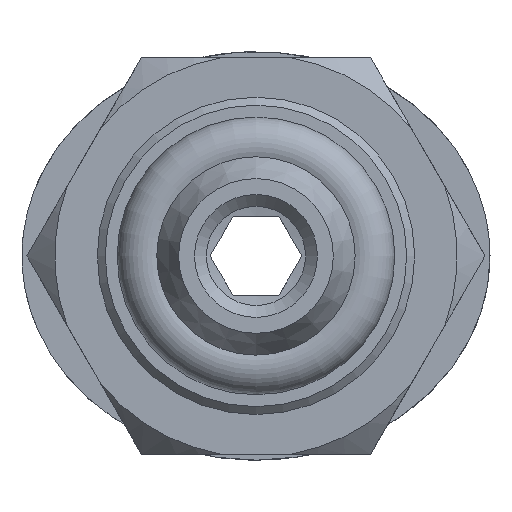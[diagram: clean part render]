
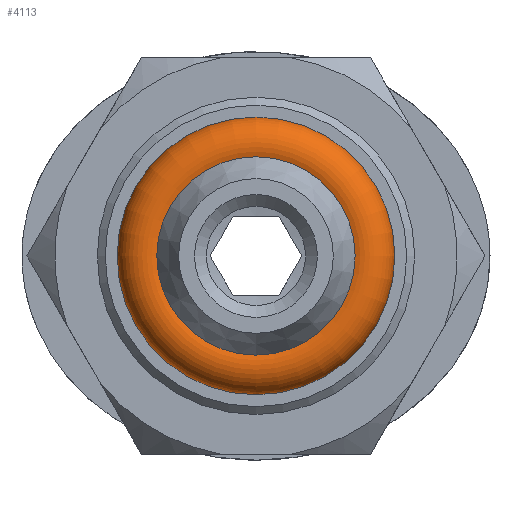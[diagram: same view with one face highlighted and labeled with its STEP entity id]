
A CAD part, front view. The second image highlights one B-rep face of the part: STEP entity #4113.
In plain terms, the highlighted toroidal (fillet/blend) face has major radius 2.775 mm and minor radius 0.725 mm.
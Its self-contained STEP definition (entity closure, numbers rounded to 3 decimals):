
#4047 = CYLINDRICAL_SURFACE('',#4048,2.05);
#4048 = AXIS2_PLACEMENT_3D('',#4049,#4050,#4051);
#4049 = CARTESIAN_POINT('',(0.,10.581,0.));
#4050 = DIRECTION('',(-0.,1.,-0.));
#4051 = DIRECTION('',(0.,0.,1.));
#4065 = VERTEX_POINT('',#4066);
#4066 = CARTESIAN_POINT('',(0.,-3.8,2.05));
#4086 = EDGE_CURVE('',#4065,#4065,#4087,.T.);
#4087 = SURFACE_CURVE('',#4088,(#4093,#4100),.PCURVE_S1.);
#4088 = CIRCLE('',#4089,2.05);
#4089 = AXIS2_PLACEMENT_3D('',#4090,#4091,#4092);
#4090 = CARTESIAN_POINT('',(0.,-3.8,0.));
#4091 = DIRECTION('',(-0.,1.,0.));
#4092 = DIRECTION('',(0.,0.,1.));
#4093 = PCURVE('',#4047,#4094);
#4094 = DEFINITIONAL_REPRESENTATION('',(#4095),#4099);
#4095 = LINE('',#4096,#4097);
#4096 = CARTESIAN_POINT('',(0.,-14.381));
#4097 = VECTOR('',#4098,1.);
#4098 = DIRECTION('',(1.,0.));
#4099 = ( GEOMETRIC_REPRESENTATION_CONTEXT(2) 
PARAMETRIC_REPRESENTATION_CONTEXT() REPRESENTATION_CONTEXT('2D SPACE',''
  ) );
#4100 = PCURVE('',#4101,#4106);
#4101 = TOROIDAL_SURFACE('',#4102,2.775,0.725);
#4102 = AXIS2_PLACEMENT_3D('',#4103,#4104,#4105);
#4103 = CARTESIAN_POINT('',(0.,-3.776,0.));
#4104 = DIRECTION('',(-0.,1.,-0.));
#4105 = DIRECTION('',(0.,0.,1.));
#4106 = DEFINITIONAL_REPRESENTATION('',(#4107),#4111);
#4107 = LINE('',#4108,#4109);
#4108 = CARTESIAN_POINT('',(0.,3.175));
#4109 = VECTOR('',#4110,1.);
#4110 = DIRECTION('',(1.,0.));
#4111 = ( GEOMETRIC_REPRESENTATION_CONTEXT(2) 
PARAMETRIC_REPRESENTATION_CONTEXT() REPRESENTATION_CONTEXT('2D SPACE',''
  ) );
#4113 = ADVANCED_FACE('',(#4114),#4101,.T.);
#4114 = FACE_BOUND('',#4115,.T.);
#4115 = EDGE_LOOP('',(#4116,#4117,#4146,#4177));
#4116 = ORIENTED_EDGE('',*,*,#4086,.T.);
#4117 = ORIENTED_EDGE('',*,*,#4118,.T.);
#4118 = EDGE_CURVE('',#4065,#4119,#4121,.T.);
#4119 = VERTEX_POINT('',#4120);
#4120 = CARTESIAN_POINT('',(0.,-3.8,3.5));
#4121 = SEAM_CURVE('',#4122,(#4132,#4139),.PCURVE_S1.);
#4122 = B_SPLINE_CURVE_WITH_KNOTS('',8,(#4123,#4124,#4125,#4126,#4127,
    #4128,#4129,#4130,#4131),.UNSPECIFIED.,.F.,.F.,(9,9),(3.175
    ,6.25),.PIECEWISE_BEZIER_KNOTS.);
#4123 = CARTESIAN_POINT('',(0.,-3.8,2.05));
#4124 = CARTESIAN_POINT('',(0.,-4.079,2.059));
#4125 = CARTESIAN_POINT('',(0.,-4.353,2.191));
#4126 = CARTESIAN_POINT('',(0.,-4.561,2.443));
#4127 = CARTESIAN_POINT('',(0.,-4.641,2.775));
#4128 = CARTESIAN_POINT('',(0.,-4.561,3.107));
#4129 = CARTESIAN_POINT('',(0.,-4.353,3.359));
#4130 = CARTESIAN_POINT('',(0.,-4.079,3.491));
#4131 = CARTESIAN_POINT('',(0.,-3.8,3.5));
#4132 = PCURVE('',#4101,#4133);
#4133 = DEFINITIONAL_REPRESENTATION('',(#4134),#4138);
#4134 = LINE('',#4135,#4136);
#4135 = CARTESIAN_POINT('',(6.283,0.));
#4136 = VECTOR('',#4137,1.);
#4137 = DIRECTION('',(0.,1.));
#4138 = ( GEOMETRIC_REPRESENTATION_CONTEXT(2) 
PARAMETRIC_REPRESENTATION_CONTEXT() REPRESENTATION_CONTEXT('2D SPACE',''
  ) );
#4139 = PCURVE('',#4101,#4140);
#4140 = DEFINITIONAL_REPRESENTATION('',(#4141),#4145);
#4141 = LINE('',#4142,#4143);
#4142 = CARTESIAN_POINT('',(0.,0.));
#4143 = VECTOR('',#4144,1.);
#4144 = DIRECTION('',(0.,1.));
#4145 = ( GEOMETRIC_REPRESENTATION_CONTEXT(2) 
PARAMETRIC_REPRESENTATION_CONTEXT() REPRESENTATION_CONTEXT('2D SPACE',''
  ) );
#4146 = ORIENTED_EDGE('',*,*,#4147,.F.);
#4147 = EDGE_CURVE('',#4119,#4119,#4148,.T.);
#4148 = SURFACE_CURVE('',#4149,(#4154,#4161),.PCURVE_S1.);
#4149 = CIRCLE('',#4150,3.5);
#4150 = AXIS2_PLACEMENT_3D('',#4151,#4152,#4153);
#4151 = CARTESIAN_POINT('',(0.,-3.8,0.));
#4152 = DIRECTION('',(-0.,1.,0.));
#4153 = DIRECTION('',(0.,0.,1.));
#4154 = PCURVE('',#4101,#4155);
#4155 = DEFINITIONAL_REPRESENTATION('',(#4156),#4160);
#4156 = LINE('',#4157,#4158);
#4157 = CARTESIAN_POINT('',(0.,6.25));
#4158 = VECTOR('',#4159,1.);
#4159 = DIRECTION('',(1.,0.));
#4160 = ( GEOMETRIC_REPRESENTATION_CONTEXT(2) 
PARAMETRIC_REPRESENTATION_CONTEXT() REPRESENTATION_CONTEXT('2D SPACE',''
  ) );
#4161 = PCURVE('',#4162,#4167);
#4162 = PLANE('',#4163);
#4163 = AXIS2_PLACEMENT_3D('',#4164,#4165,#4166);
#4164 = CARTESIAN_POINT('',(-3.8,-3.8,0.));
#4165 = DIRECTION('',(0.,-1.,0.));
#4166 = DIRECTION('',(0.,-0.,-1.));
#4167 = DEFINITIONAL_REPRESENTATION('',(#4168),#4176);
#4168 = ( BOUNDED_CURVE() B_SPLINE_CURVE(2,(#4169,#4170,#4171,#4172,
#4173,#4174,#4175),.UNSPECIFIED.,.T.,.F.) B_SPLINE_CURVE_WITH_KNOTS((1,2
    ,2,2,2,1),(-2.094,0.,2.094,4.189,
6.283,8.378),.UNSPECIFIED.) CURVE() 
GEOMETRIC_REPRESENTATION_ITEM() RATIONAL_B_SPLINE_CURVE((1.,0.5,1.,0.5,
1.,0.5,1.)) REPRESENTATION_ITEM('') );
#4169 = CARTESIAN_POINT('',(-3.5,3.8));
#4170 = CARTESIAN_POINT('',(-3.5,9.862));
#4171 = CARTESIAN_POINT('',(1.75,6.831));
#4172 = CARTESIAN_POINT('',(7.,3.8));
#4173 = CARTESIAN_POINT('',(1.75,0.769));
#4174 = CARTESIAN_POINT('',(-3.5,-2.262));
#4175 = CARTESIAN_POINT('',(-3.5,3.8));
#4176 = ( GEOMETRIC_REPRESENTATION_CONTEXT(2) 
PARAMETRIC_REPRESENTATION_CONTEXT() REPRESENTATION_CONTEXT('2D SPACE',''
  ) );
#4177 = ORIENTED_EDGE('',*,*,#4118,.F.);
